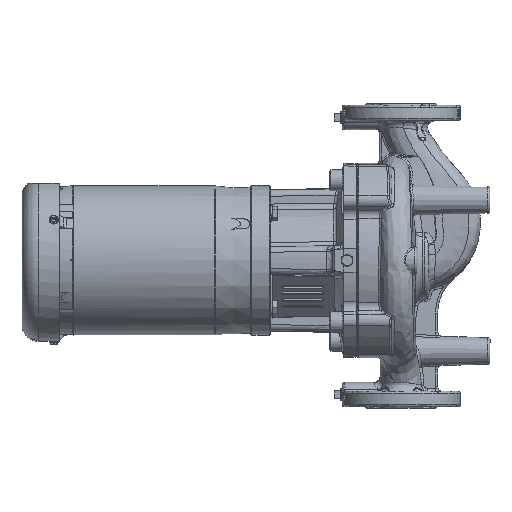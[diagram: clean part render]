
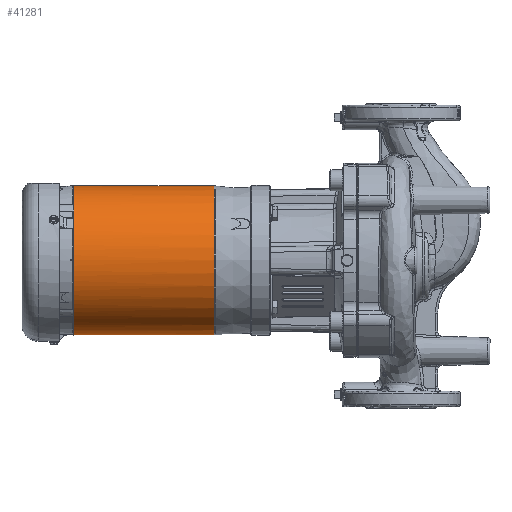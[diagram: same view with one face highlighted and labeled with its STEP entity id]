
A CAD part, left-side view. The second image highlights one B-rep face of the part: STEP entity #41281.
In plain terms, the highlighted cylindrical face has radius 83.972 mm (diameter 167.945 mm), a full revolution.
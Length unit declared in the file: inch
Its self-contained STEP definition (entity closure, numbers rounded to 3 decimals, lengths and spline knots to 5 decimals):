
#2134=FACE_BOUND('',#8018,.T.);
#3702=B_SPLINE_CURVE_WITH_KNOTS('',3,(#148142,#148143,#148144,#148145,#148146,
#148147,#148148,#148149,#148150,#148151,#148152,#148153),.UNSPECIFIED.,
 .F.,.F.,(4,2,2,2,2,4),(0.,0.25029,0.49899,
0.74666,0.87199,0.99737),.UNSPECIFIED.);
#3703=B_SPLINE_CURVE_WITH_KNOTS('',3,(#148157,#148158,#148159,#148160,#148161,
#148162,#148163,#148164,#148165,#148166,#148167,#148168),.UNSPECIFIED.,
 .F.,.F.,(4,2,2,2,2,4),(0.,0.12491,0.24976,
0.49657,0.7444,0.9939),.UNSPECIFIED.);
#3704=B_SPLINE_CURVE_WITH_KNOTS('',3,(#148172,#148173,#148174,#148175,#148176,
#148177,#148178,#148179,#148180,#148181,#148182,#148183),.UNSPECIFIED.,
 .F.,.F.,(4,2,2,2,2,4),(0.,0.25029,0.49899,
0.74666,0.87199,0.99737),.UNSPECIFIED.);
#3705=B_SPLINE_CURVE_WITH_KNOTS('',3,(#148186,#148187,#148188,#148189,#148190,
#148191,#148192,#148193,#148194,#148195,#148196,#148197),.UNSPECIFIED.,
 .F.,.F.,(4,2,2,2,2,4),(0.,0.12491,0.24976,
0.49657,0.7444,0.9939),.UNSPECIFIED.);
#5695=FACE_OUTER_BOUND('',#8017,.T.);
#8017=EDGE_LOOP('',(#35065,#35066,#35067,#35068,#35069,#35070));
#8018=EDGE_LOOP('',(#35071,#35072,#35073,#35074,#35075,#35076,#35077,#35078));
#10179=CIRCLE('',#44582,3.306);
#10180=CIRCLE('',#44583,3.306);
#10181=CIRCLE('',#44585,3.306);
#10182=CIRCLE('',#44586,3.306);
#10183=CIRCLE('',#44587,3.306);
#10184=CIRCLE('',#44588,3.306);
#12277=LINE('',#148137,#14405);
#12278=LINE('',#148140,#14406);
#12279=LINE('',#148170,#14407);
#14405=VECTOR('',#52824,3.306);
#14406=VECTOR('',#52825,39.37008);
#14407=VECTOR('',#52828,39.37008);
#18295=VERTEX_POINT('',#148128);
#18296=VERTEX_POINT('',#148129);
#18297=VERTEX_POINT('',#148133);
#18298=VERTEX_POINT('',#148134);
#18299=VERTEX_POINT('',#148138);
#18300=VERTEX_POINT('',#148139);
#18301=VERTEX_POINT('',#148141);
#18302=VERTEX_POINT('',#148154);
#18303=VERTEX_POINT('',#148156);
#18304=VERTEX_POINT('',#148169);
#18305=VERTEX_POINT('',#148171);
#18306=VERTEX_POINT('',#148184);
#24277=EDGE_CURVE('',#18295,#18296,#10179,.T.);
#24278=EDGE_CURVE('',#18296,#18295,#10180,.T.);
#24279=EDGE_CURVE('',#18297,#18298,#10181,.T.);
#24280=EDGE_CURVE('',#18298,#18297,#10182,.T.);
#24281=EDGE_CURVE('',#18298,#18296,#12277,.T.);
#24282=EDGE_CURVE('',#18299,#18300,#12278,.T.);
#24283=EDGE_CURVE('',#18299,#18301,#3702,.T.);
#24284=EDGE_CURVE('',#18301,#18302,#10183,.T.);
#24285=EDGE_CURVE('',#18302,#18303,#3703,.T.);
#24286=EDGE_CURVE('',#18304,#18303,#12279,.T.);
#24287=EDGE_CURVE('',#18304,#18305,#3704,.T.);
#24288=EDGE_CURVE('',#18306,#18305,#10184,.T.);
#24289=EDGE_CURVE('',#18306,#18300,#3705,.T.);
#35065=ORIENTED_EDGE('',*,*,#24279,.F.);
#35066=ORIENTED_EDGE('',*,*,#24280,.F.);
#35067=ORIENTED_EDGE('',*,*,#24281,.T.);
#35068=ORIENTED_EDGE('',*,*,#24278,.T.);
#35069=ORIENTED_EDGE('',*,*,#24277,.T.);
#35070=ORIENTED_EDGE('',*,*,#24281,.F.);
#35071=ORIENTED_EDGE('',*,*,#24282,.F.);
#35072=ORIENTED_EDGE('',*,*,#24283,.T.);
#35073=ORIENTED_EDGE('',*,*,#24284,.T.);
#35074=ORIENTED_EDGE('',*,*,#24285,.T.);
#35075=ORIENTED_EDGE('',*,*,#24286,.F.);
#35076=ORIENTED_EDGE('',*,*,#24287,.T.);
#35077=ORIENTED_EDGE('',*,*,#24288,.F.);
#35078=ORIENTED_EDGE('',*,*,#24289,.T.);
#37116=CYLINDRICAL_SURFACE('',#44584,3.306);
#41281=ADVANCED_FACE('',(#5695,#2134),#37116,.T.);
#44582=AXIS2_PLACEMENT_3D('',#148130,#52814,#52815);
#44583=AXIS2_PLACEMENT_3D('',#148131,#52816,#52817);
#44584=AXIS2_PLACEMENT_3D('',#148132,#52818,#52819);
#44585=AXIS2_PLACEMENT_3D('',#148135,#52820,#52821);
#44586=AXIS2_PLACEMENT_3D('',#148136,#52822,#52823);
#44587=AXIS2_PLACEMENT_3D('',#148155,#52826,#52827);
#44588=AXIS2_PLACEMENT_3D('',#148185,#52829,#52830);
#52814=DIRECTION('center_axis',(0.,1.,0.));
#52815=DIRECTION('ref_axis',(1.,0.,0.));
#52816=DIRECTION('center_axis',(0.,1.,0.));
#52817=DIRECTION('ref_axis',(1.,0.,0.));
#52818=DIRECTION('center_axis',(0.,1.,0.));
#52819=DIRECTION('ref_axis',(1.,0.,0.));
#52820=DIRECTION('center_axis',(0.,1.,0.));
#52821=DIRECTION('ref_axis',(1.,0.,0.));
#52822=DIRECTION('center_axis',(0.,1.,0.));
#52823=DIRECTION('ref_axis',(1.,0.,0.));
#52824=DIRECTION('',(0.,-1.,0.));
#52825=DIRECTION('',(0.,-1.,0.));
#52826=DIRECTION('center_axis',(0.,1.,0.));
#52827=DIRECTION('ref_axis',(0.,0.,
1.));
#52828=DIRECTION('',(0.,1.,0.));
#52829=DIRECTION('center_axis',(0.,1.,0.));
#52830=DIRECTION('ref_axis',(0.,0.,
1.));
#148128=CARTESIAN_POINT('',(3.306,6.29036,0.));
#148129=CARTESIAN_POINT('',(-3.306,6.29036,0.));
#148130=CARTESIAN_POINT('Origin',(0.,6.29036,
0.));
#148131=CARTESIAN_POINT('Origin',(0.,6.29036,
0.));
#148132=CARTESIAN_POINT('Origin',(0.,6.25936,
0.));
#148133=CARTESIAN_POINT('',(3.306,12.54036,0.));
#148134=CARTESIAN_POINT('',(-3.306,12.54036,0.));
#148135=CARTESIAN_POINT('Origin',(0.,12.54036,
0.));
#148136=CARTESIAN_POINT('Origin',(0.,12.54036,
0.));
#148137=CARTESIAN_POINT('',(-3.306,6.25936,0.));
#148138=CARTESIAN_POINT('',(2.73083,12.19536,1.86339));
#148139=CARTESIAN_POINT('',(2.73083,9.94536,1.86339));
#148140=CARTESIAN_POINT('',(2.73083,6.25936,1.86339));
#148141=CARTESIAN_POINT('',(2.86264,12.44536,1.65376));
#148142=CARTESIAN_POINT('Ctrl Pts',(2.73083,12.19536,1.86339));
#148143=CARTESIAN_POINT('Ctrl Pts',(2.73083,12.2282,1.86339));
#148144=CARTESIAN_POINT('Ctrl Pts',(2.73446,12.26068,1.8581));
#148145=CARTESIAN_POINT('Ctrl Pts',(2.74834,12.32121,1.83751));
#148146=CARTESIAN_POINT('Ctrl Pts',(2.75838,12.34854,1.8225));
#148147=CARTESIAN_POINT('Ctrl Pts',(2.78324,12.39476,1.78431));
#148148=CARTESIAN_POINT('Ctrl Pts',(2.79777,12.41318,1.76153));
#148149=CARTESIAN_POINT('Ctrl Pts',(2.82141,12.43226,1.72322));
#148150=CARTESIAN_POINT('Ctrl Pts',(2.8296,12.43716,1.70975));
#148151=CARTESIAN_POINT('Ctrl Pts',(2.84612,12.44371,1.68211));
#148152=CARTESIAN_POINT('Ctrl Pts',(2.85444,12.44535,1.66796));
#148153=CARTESIAN_POINT('Ctrl Pts',(2.86264,12.44535,1.65376));
#148154=CARTESIAN_POINT('',(2.86264,12.44536,-1.65376));
#148155=CARTESIAN_POINT('Origin',(0.,12.44536,
0.));
#148156=CARTESIAN_POINT('',(2.73083,12.19536,-1.86339));
#148157=CARTESIAN_POINT('Ctrl Pts',(2.86264,12.44535,-1.65376));
#148158=CARTESIAN_POINT('Ctrl Pts',(2.85444,12.44535,-1.66796));
#148159=CARTESIAN_POINT('Ctrl Pts',(2.84613,12.44371,-1.6821));
#148160=CARTESIAN_POINT('Ctrl Pts',(2.82961,12.43716,-1.70974));
#148161=CARTESIAN_POINT('Ctrl Pts',(2.82143,12.43226,-1.7232));
#148162=CARTESIAN_POINT('Ctrl Pts',(2.79779,12.4132,-1.76151));
#148163=CARTESIAN_POINT('Ctrl Pts',(2.78325,12.39478,-1.78429));
#148164=CARTESIAN_POINT('Ctrl Pts',(2.75839,12.34857,-1.82249));
#148165=CARTESIAN_POINT('Ctrl Pts',(2.74834,12.32123,-1.8375));
#148166=CARTESIAN_POINT('Ctrl Pts',(2.73446,12.2607,-1.8581));
#148167=CARTESIAN_POINT('Ctrl Pts',(2.73083,12.22821,-1.86339));
#148168=CARTESIAN_POINT('Ctrl Pts',(2.73083,12.19536,-1.86339));
#148169=CARTESIAN_POINT('',(2.73083,9.94536,-1.86339));
#148170=CARTESIAN_POINT('',(2.73083,6.25936,-1.86339));
#148171=CARTESIAN_POINT('',(2.86264,9.69536,-1.65376));
#148172=CARTESIAN_POINT('Ctrl Pts',(2.73083,9.94536,-1.86339));
#148173=CARTESIAN_POINT('Ctrl Pts',(2.73083,9.91251,-1.86339));
#148174=CARTESIAN_POINT('Ctrl Pts',(2.73446,9.88003,-1.8581));
#148175=CARTESIAN_POINT('Ctrl Pts',(2.74834,9.81951,-1.83751));
#148176=CARTESIAN_POINT('Ctrl Pts',(2.75838,9.79217,-1.8225));
#148177=CARTESIAN_POINT('Ctrl Pts',(2.78324,9.74595,-1.78431));
#148178=CARTESIAN_POINT('Ctrl Pts',(2.79777,9.72753,-1.76153));
#148179=CARTESIAN_POINT('Ctrl Pts',(2.82141,9.70845,-1.72322));
#148180=CARTESIAN_POINT('Ctrl Pts',(2.8296,9.70355,-1.70975));
#148181=CARTESIAN_POINT('Ctrl Pts',(2.84612,9.697,-1.68211));
#148182=CARTESIAN_POINT('Ctrl Pts',(2.85444,9.69536,-1.66796));
#148183=CARTESIAN_POINT('Ctrl Pts',(2.86264,9.69536,-1.65376));
#148184=CARTESIAN_POINT('',(2.86264,9.69536,1.65376));
#148185=CARTESIAN_POINT('Origin',(0.,9.69536,
0.));
#148186=CARTESIAN_POINT('Ctrl Pts',(2.86264,9.69536,1.65376));
#148187=CARTESIAN_POINT('Ctrl Pts',(2.85444,9.69536,1.66796));
#148188=CARTESIAN_POINT('Ctrl Pts',(2.84613,9.697,1.6821));
#148189=CARTESIAN_POINT('Ctrl Pts',(2.82961,9.70355,1.70974));
#148190=CARTESIAN_POINT('Ctrl Pts',(2.82143,9.70845,1.7232));
#148191=CARTESIAN_POINT('Ctrl Pts',(2.79779,9.72751,1.76151));
#148192=CARTESIAN_POINT('Ctrl Pts',(2.78325,9.74593,1.78429));
#148193=CARTESIAN_POINT('Ctrl Pts',(2.75839,9.79214,1.82249));
#148194=CARTESIAN_POINT('Ctrl Pts',(2.74834,9.81948,1.8375));
#148195=CARTESIAN_POINT('Ctrl Pts',(2.73446,9.88001,1.8581));
#148196=CARTESIAN_POINT('Ctrl Pts',(2.73083,9.9125,1.86339));
#148197=CARTESIAN_POINT('Ctrl Pts',(2.73083,9.94536,1.86339));
